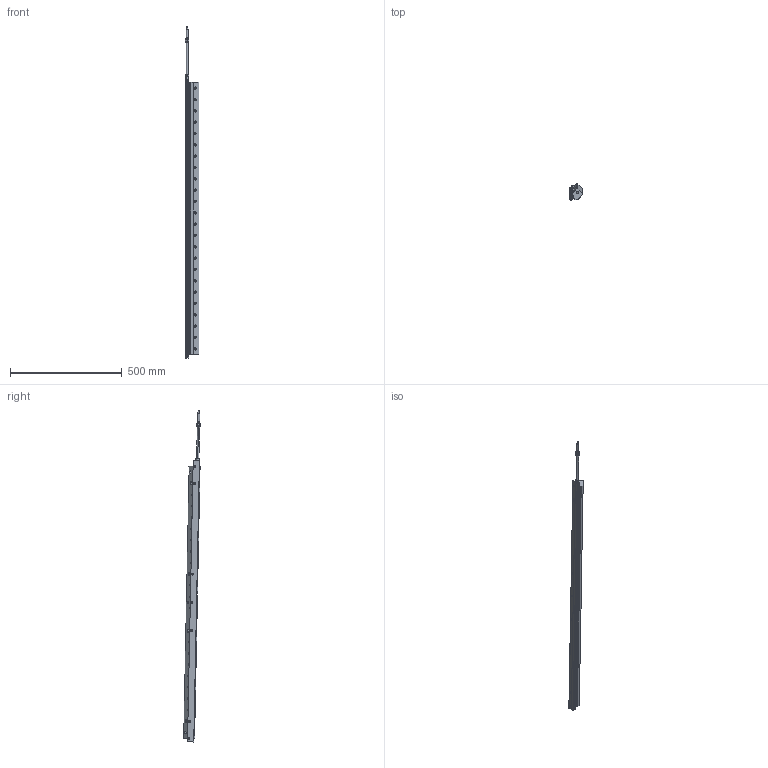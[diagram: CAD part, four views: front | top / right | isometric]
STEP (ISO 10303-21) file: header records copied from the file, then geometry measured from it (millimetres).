
FILE_DESCRIPTION(/* description */ (''),/* implementation_level */ '2;1');
FILE_NAME(/* name */ '112048-DIM.stp',/* time_stamp */ '2022-11-29T15:38:58-05:00',/* author */ ('Nathan Yorke'),/* organization */ (''),/* preprocessor_version */ 'ST-DEVELOPER v19',/* originating_system */ 'Autodesk Inventor 2023',/* authorisation */ '');
FILE_SCHEMA (('AUTOMOTIVE_DESIGN { 1 0 10303 214 3 1 1 }'));
Length unit declared in the file: inch
Products named in the file (1): 112048-DIM
Bounding box: 60.91 x 76.33 x 1488.39 mm (x, y, z)
Volume: 1804525.5 mm3; surface area: 402167.9 mm2
Topology: 2 solids, 2 shells, 829 faces, 1867 edges, 1225 vertices
Faces by surface type: plane 477, cylinder 227, cone 89, torus 36
Full cylindrical faces by diameter (mm): 0.635 x96, 1.984 x2, 2.54 x1, 2.845 x2, 3.454 x1, 3.485 x1, 4.089 x4, 4.978 x1, 5.055 x1, 6.35 x21, 6.604 x1, 6.731 x1, 6.747 x3, 8.128 x2, 9.144 x1, 9.169 x4, 9.423 x1, 9.525 x2, 10.058 x1, 10.414 x2, 11.1 x28, 11.112 x5, 12.7 x24, 13.462 x1, 13.716 x1, 15.875 x2
Entity records: 24010 total; most frequent: CARTESIAN_POINT 4693, DIRECTION 3867, ORIENTED_EDGE 3666, EDGE_CURVE 1833, AXIS2_PLACEMENT_3D 1472, VERTEX_POINT 1225, EDGE_LOOP 1072, LINE 923
